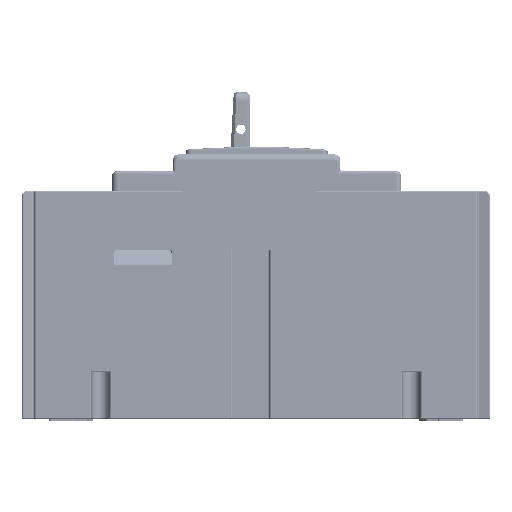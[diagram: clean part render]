
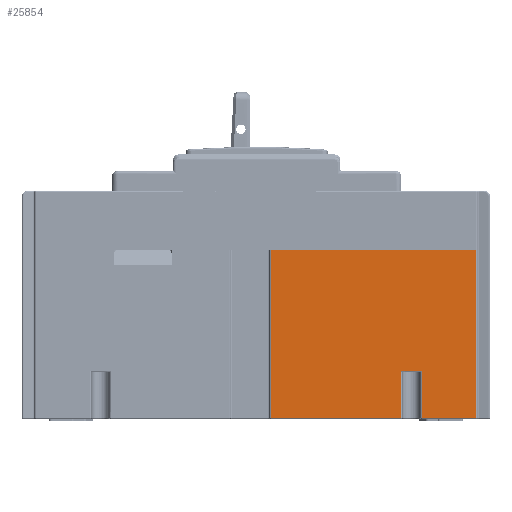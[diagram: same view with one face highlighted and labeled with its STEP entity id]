
A CAD part, left-side view. The second image highlights one B-rep face of the part: STEP entity #25854.
In plain terms, the highlighted planar face has unit normal (-1, 0, 0).
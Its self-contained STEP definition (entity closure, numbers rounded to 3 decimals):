
#1690=FACE_OUTER_BOUND('',#33044,.T.);
#6267=PLANE('',#83205);
#10521=LINE('',#142972,#18700);
#10522=LINE('',#142975,#18701);
#10523=LINE('',#142977,#18702);
#10524=LINE('',#142979,#18703);
#10525=LINE('',#142981,#18704);
#10526=LINE('',#142983,#18705);
#10527=LINE('',#142985,#18706);
#10528=LINE('',#142987,#18707);
#18700=VECTOR('',#93777,1.);
#18701=VECTOR('',#93778,1.);
#18702=VECTOR('',#93779,1.);
#18703=VECTOR('',#93780,1.);
#18704=VECTOR('',#93781,1.);
#18705=VECTOR('',#93782,1.);
#18706=VECTOR('',#93783,1.);
#18707=VECTOR('',#93784,1.);
#25854=ADVANCED_FACE('',(#1690),#6267,.F.);
#33044=EDGE_LOOP('',(#42181,#42182,#42183,#42184,#42185,#42186,#42187,#42188));
#42181=ORIENTED_EDGE('',*,*,#70631,.T.);
#42182=ORIENTED_EDGE('',*,*,#70632,.T.);
#42183=ORIENTED_EDGE('',*,*,#70633,.T.);
#42184=ORIENTED_EDGE('',*,*,#70634,.T.);
#42185=ORIENTED_EDGE('',*,*,#70635,.T.);
#42186=ORIENTED_EDGE('',*,*,#70636,.T.);
#42187=ORIENTED_EDGE('',*,*,#70637,.T.);
#42188=ORIENTED_EDGE('',*,*,#70638,.T.);
#62334=VERTEX_POINT('',#142973);
#62335=VERTEX_POINT('',#142974);
#62336=VERTEX_POINT('',#142976);
#62337=VERTEX_POINT('',#142978);
#62338=VERTEX_POINT('',#142980);
#62339=VERTEX_POINT('',#142982);
#62340=VERTEX_POINT('',#142984);
#62341=VERTEX_POINT('',#142986);
#70631=EDGE_CURVE('',#62334,#62335,#10521,.T.);
#70632=EDGE_CURVE('',#62335,#62336,#10522,.T.);
#70633=EDGE_CURVE('',#62336,#62337,#10523,.T.);
#70634=EDGE_CURVE('',#62337,#62338,#10524,.T.);
#70635=EDGE_CURVE('',#62338,#62339,#10525,.T.);
#70636=EDGE_CURVE('',#62339,#62340,#10526,.T.);
#70637=EDGE_CURVE('',#62340,#62341,#10527,.T.);
#70638=EDGE_CURVE('',#62341,#62334,#10528,.T.);
#83205=AXIS2_PLACEMENT_3D('',#142988,#93785,#93786);
#93777=DIRECTION('',(0.,-1.,0.));
#93778=DIRECTION('',(0.,0.,1.));
#93779=DIRECTION('',(0.,-1.,0.));
#93780=DIRECTION('',(0.,0.,-1.));
#93781=DIRECTION('',(0.,-1.,0.));
#93782=DIRECTION('',(0.,0.,1.));
#93783=DIRECTION('',(0.,1.,0.));
#93784=DIRECTION('',(0.,0.,-1.));
#93785=DIRECTION('',(1.,0.,0.));
#93786=DIRECTION('',(0.,0.,-1.));
#142972=CARTESIAN_POINT('',(183.467,119.95,-39.2));
#142973=CARTESIAN_POINT('',(183.467,165.7,-39.2));
#142974=CARTESIAN_POINT('',(183.467,119.95,-39.2));
#142975=CARTESIAN_POINT('',(183.467,119.95,-17.2));
#142976=CARTESIAN_POINT('',(183.467,119.95,-22.7));
#142977=CARTESIAN_POINT('',(183.467,112.45,-22.7));
#142978=CARTESIAN_POINT('',(183.467,112.45,-22.7));
#142979=CARTESIAN_POINT('',(183.467,112.45,-17.2));
#142980=CARTESIAN_POINT('',(183.467,112.45,-39.2));
#142981=CARTESIAN_POINT('',(183.467,93.5,-39.2));
#142982=CARTESIAN_POINT('',(183.467,93.5,-39.2));
#142983=CARTESIAN_POINT('',(183.467,93.5,22.8));
#142984=CARTESIAN_POINT('',(183.467,93.5,19.8));
#142985=CARTESIAN_POINT('',(183.467,94.5,19.8));
#142986=CARTESIAN_POINT('',(183.467,165.7,19.8));
#142987=CARTESIAN_POINT('',(183.467,165.7,-17.2));
#142988=CARTESIAN_POINT('',(183.467,94.5,-17.2));
